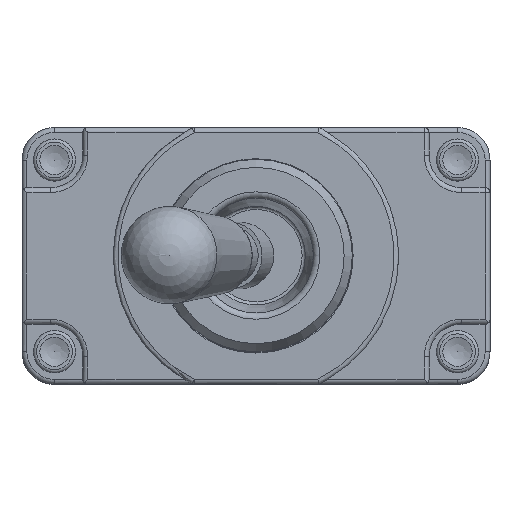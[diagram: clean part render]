
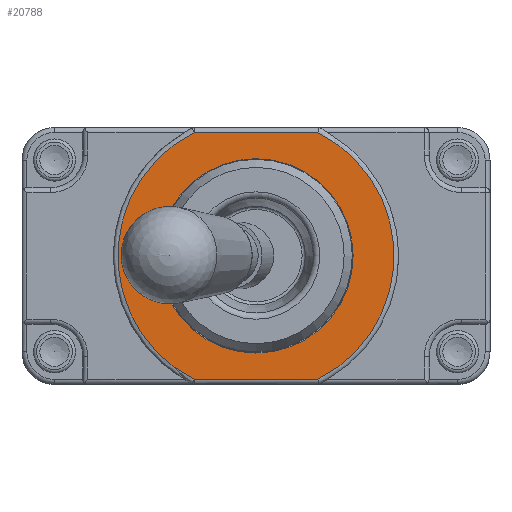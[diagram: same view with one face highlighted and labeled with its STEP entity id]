
A CAD part, top view. The second image highlights one B-rep face of the part: STEP entity #20788.
In plain terms, the highlighted planar face has unit normal (0, 0, 1).
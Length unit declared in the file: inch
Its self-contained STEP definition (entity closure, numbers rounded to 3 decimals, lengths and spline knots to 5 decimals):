
#1385=FACE_BOUND('',#7497,.T.);
#3030=LINE('',#37949,#4845);
#3031=LINE('',#37953,#4846);
#3032=LINE('',#37959,#4847);
#3033=LINE('',#37961,#4848);
#3034=LINE('',#37962,#4849);
#4845=VECTOR('',#25819,0.3937);
#4846=VECTOR('',#25822,0.3937);
#4847=VECTOR('',#25827,0.3937);
#4848=VECTOR('',#25828,0.3937);
#4849=VECTOR('',#25829,0.3937);
#6242=FACE_OUTER_BOUND('',#7496,.T.);
#7496=EDGE_LOOP('',(#18357,#18358,#18359,#18360));
#7497=EDGE_LOOP('',(#18361,#18362,#18363,#18364));
#7961=CIRCLE('',#21940,0.33465);
#7962=CIRCLE('',#21941,0.33465);
#7963=CIRCLE('',#21942,0.23543);
#9809=VERTEX_POINT('',#37947);
#9810=VERTEX_POINT('',#37948);
#9811=VERTEX_POINT('',#37950);
#9812=VERTEX_POINT('',#37952);
#9813=VERTEX_POINT('',#37955);
#9814=VERTEX_POINT('',#37956);
#9815=VERTEX_POINT('',#37958);
#9816=VERTEX_POINT('',#37960);
#12700=EDGE_CURVE('',#9809,#9810,#3030,.T.);
#12701=EDGE_CURVE('',#9811,#9809,#7961,.T.);
#12702=EDGE_CURVE('',#9812,#9811,#3031,.T.);
#12703=EDGE_CURVE('',#9810,#9812,#7962,.T.);
#12704=EDGE_CURVE('',#9813,#9814,#7963,.T.);
#12705=EDGE_CURVE('',#9814,#9815,#3032,.T.);
#12706=EDGE_CURVE('',#9816,#9815,#3033,.T.);
#12707=EDGE_CURVE('',#9816,#9813,#3034,.T.);
#18357=ORIENTED_EDGE('',*,*,#12700,.F.);
#18358=ORIENTED_EDGE('',*,*,#12701,.F.);
#18359=ORIENTED_EDGE('',*,*,#12702,.F.);
#18360=ORIENTED_EDGE('',*,*,#12703,.F.);
#18361=ORIENTED_EDGE('',*,*,#12704,.T.);
#18362=ORIENTED_EDGE('',*,*,#12705,.T.);
#18363=ORIENTED_EDGE('',*,*,#12706,.F.);
#18364=ORIENTED_EDGE('',*,*,#12707,.T.);
#19718=PLANE('',#21939);
#20788=ADVANCED_FACE('',(#6242,#1385),#19718,.T.);
#21939=AXIS2_PLACEMENT_3D('',#37946,#25817,#25818);
#21940=AXIS2_PLACEMENT_3D('',#37951,#25820,#25821);
#21941=AXIS2_PLACEMENT_3D('',#37954,#25823,#25824);
#21942=AXIS2_PLACEMENT_3D('',#37957,#25825,#25826);
#25817=DIRECTION('center_axis',(0.,0.,
1.));
#25818=DIRECTION('ref_axis',(-1.,0.,0.));
#25819=DIRECTION('',(-1.,0.,0.));
#25820=DIRECTION('center_axis',(0.,0.,
-1.));
#25821=DIRECTION('ref_axis',(1.,0.004,0.));
#25822=DIRECTION('',(1.,0.,0.));
#25823=DIRECTION('center_axis',(0.,0.,
-1.));
#25824=DIRECTION('ref_axis',(-1.,0.,0.));
#25825=DIRECTION('center_axis',(0.,0.,
-1.));
#25826=DIRECTION('ref_axis',(-1.,0.,0.));
#25827=DIRECTION('',(1.,0.,0.));
#25828=DIRECTION('',(0.,-1.,0.));
#25829=DIRECTION('',(-1.,0.,0.));
#37946=CARTESIAN_POINT('Origin',(0.,0.,
0.08661));
#37947=CARTESIAN_POINT('',(0.14987,-0.29921,0.08661));
#37948=CARTESIAN_POINT('',(-0.14987,-0.29921,0.08661));
#37949=CARTESIAN_POINT('',(0.24409,-0.29921,0.08661));
#37950=CARTESIAN_POINT('',(0.14987,0.29921,0.08661));
#37951=CARTESIAN_POINT('Origin',(0.,0.,
0.08661));
#37952=CARTESIAN_POINT('',(-0.14987,0.29921,0.08661));
#37953=CARTESIAN_POINT('',(-0.24409,0.29921,0.08661));
#37954=CARTESIAN_POINT('Origin',(0.,0.,
0.08661));
#37955=CARTESIAN_POINT('',(-0.23212,0.03937,0.08661));
#37956=CARTESIAN_POINT('',(-0.23212,-0.03937,0.08661));
#37957=CARTESIAN_POINT('Origin',(0.,0.,
0.08661));
#37958=CARTESIAN_POINT('',(-0.22441,-0.03937,0.08661));
#37959=CARTESIAN_POINT('',(-0.23543,-0.03937,0.08661));
#37960=CARTESIAN_POINT('',(-0.22441,0.03937,0.08661));
#37961=CARTESIAN_POINT('',(-0.22441,0.,0.08661));
#37962=CARTESIAN_POINT('',(-0.23543,0.03937,0.08661));
